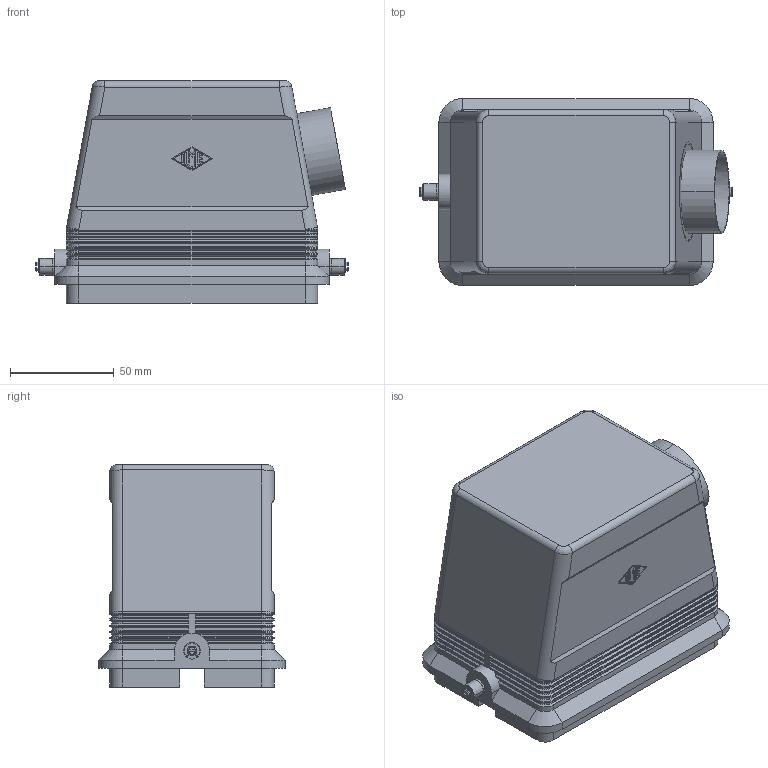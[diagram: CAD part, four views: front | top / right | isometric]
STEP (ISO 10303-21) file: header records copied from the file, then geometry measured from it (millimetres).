
FILE_DESCRIPTION(('Creo Elements/Direct Modeling STEP Export'),'2;1');
FILE_NAME('CHOT_48_7_L.stp','2012-12-19T 8:15:41',(''),(''),'Creo Elements/Direct Modeling STEP processor for AP214 (Solid Model)','Creo Elements/Direct Modeling 18.0B 02-Dec-2011 (C) Parametric Technology GmbH','');
FILE_SCHEMA(('AUTOMOTIVE_DESIGN { 1 0 10303 214 1 1 1 1 }'));
Length unit declared in the file: millimetre
Products named in the file (1): MSBO11589
Bounding box: 150.5 x 90 x 107 mm (x, y, z)
Volume: 239464.8 mm3; surface area: 101022.2 mm2
Topology: 1 solids, 1 shells, 586 faces, 1580 edges, 1001 vertices
Faces by surface type: plane 313, cylinder 187, cone 70, bspline 4, revolution 4, torus 4, sphere 4
Entity records: 22840 total; most frequent: CARTESIAN_POINT 3723, ORIENTED_EDGE 3116, DIRECTION 2939, EDGE_CURVE 1558, VERTEX_POINT 1001, AXIS2_PLACEMENT_3D 984, VECTOR 967, LINE 967
